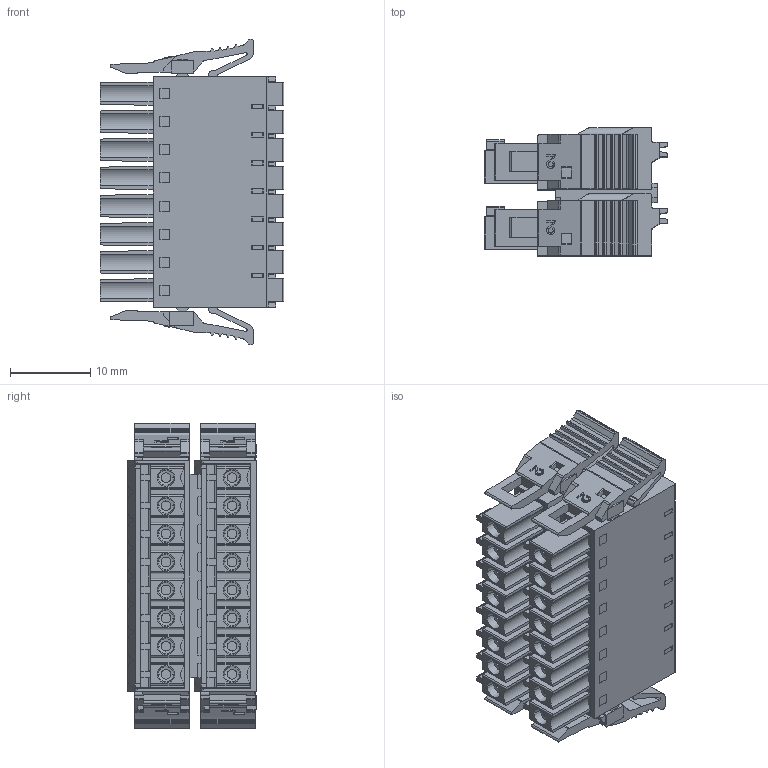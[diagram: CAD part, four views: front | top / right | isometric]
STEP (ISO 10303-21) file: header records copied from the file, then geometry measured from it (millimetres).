
FILE_DESCRIPTION((''),'2;1');
FILE_NAME('PRT0007','2024-09-25T',('sheji'),(''),'PRO/ENGINEER BY PARAMETRIC TECHNOLOGY CORPORATION, 2015240','PRO/ENGINEER BY PARAMETRIC TECHNOLOGY CORPORATION, 2015240','');
FILE_SCHEMA(('CONFIG_CONTROL_DESIGN'));
Products named in the file (1): PRT0007
Bounding box: 22.9 x 16 x 38.1 mm (x, y, z)
Volume: 7647.4 mm3; surface area: 7198 mm2
Topology: 2 solids, 13 shells, 2286 faces, 6237 edges, 4068 vertices
Faces by surface type: plane 1466, cylinder 620, cone 128, extrusion 40, torus 32
Entity records: 73121 total; most frequent: CARTESIAN_POINT 14624, ORIENTED_EDGE 12474, DIRECTION 11774, EDGE_CURVE 6237, VECTOR 4624, LINE 4584, VERTEX_POINT 4068, AXIS2_PLACEMENT_3D 3575
